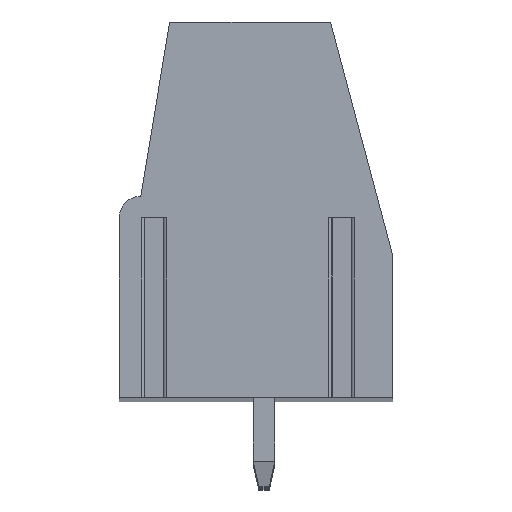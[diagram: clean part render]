
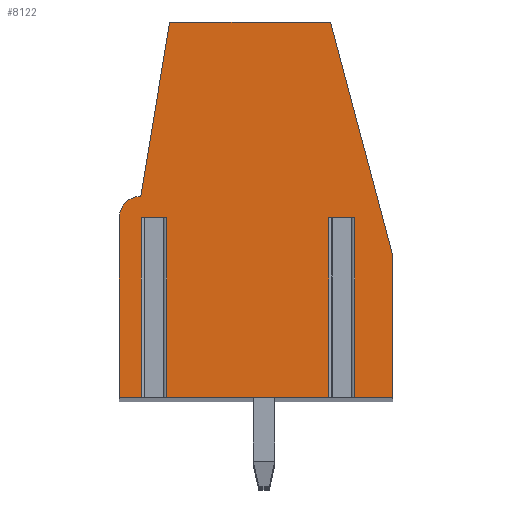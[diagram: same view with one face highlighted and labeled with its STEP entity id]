
A CAD part, top view. The second image highlights one B-rep face of the part: STEP entity #8122.
In plain terms, the highlighted planar face has unit normal (0, 0, 1).
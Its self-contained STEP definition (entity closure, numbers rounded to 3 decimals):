
#35=DIRECTION('',(1.,0.,0.));
#36=VECTOR('',#35,0.958);
#37=CARTESIAN_POINT('',(-3.979,1.095,86.25));
#38=LINE('',#37,#36);
#39=DIRECTION('',(0.,1.,0.));
#40=VECTOR('',#39,6.7);
#41=CARTESIAN_POINT('',(-3.979,-5.605,86.25));
#42=LINE('',#41,#40);
#43=DIRECTION('',(-1.,0.,0.));
#44=VECTOR('',#43,0.821);
#45=CARTESIAN_POINT('',(-3.979,-5.605,86.25));
#46=LINE('',#45,#44);
#47=DIRECTION('',(0.,1.,0.));
#48=VECTOR('',#47,6.7);
#49=CARTESIAN_POINT('',(-4.8,-5.605,86.25));
#50=LINE('',#49,#48);
#51=CARTESIAN_POINT('',(-4.,1.095,86.25));
#52=DIRECTION('',(0.,0.,-1.));
#53=DIRECTION('',(-1.,0.,0.));
#54=AXIS2_PLACEMENT_3D('',#51,#52,#53);
#56=DIRECTION('',(0.164,0.986,0.));
#57=VECTOR('',#56,6.589);
#58=CARTESIAN_POINT('',(-3.999,1.895,86.25));
#59=LINE('',#58,#57);
#60=DIRECTION('',(1.,0.,0.));
#61=VECTOR('',#60,6.);
#62=CARTESIAN_POINT('',(-2.92,8.395,86.25));
#63=LINE('',#62,#61);
#64=DIRECTION('',(0.258,-0.966,0.));
#65=VECTOR('',#64,9.004);
#66=CARTESIAN_POINT('',(3.08,8.395,86.25));
#67=LINE('',#66,#65);
#68=DIRECTION('',(0.,-1.,0.));
#69=VECTOR('',#68,5.3);
#70=CARTESIAN_POINT('',(5.4,-0.305,86.25));
#71=LINE('',#70,#69);
#72=DIRECTION('',(-1.,0.,0.));
#73=VECTOR('',#72,1.421);
#74=CARTESIAN_POINT('',(5.4,-5.605,86.25));
#75=LINE('',#74,#73);
#76=DIRECTION('',(0.,1.,0.));
#77=VECTOR('',#76,6.7);
#78=CARTESIAN_POINT('',(3.979,-5.605,86.25));
#79=LINE('',#78,#77);
#80=DIRECTION('',(1.,0.,0.));
#81=VECTOR('',#80,0.958);
#82=CARTESIAN_POINT('',(3.021,1.095,86.25));
#83=LINE('',#82,#81);
#84=DIRECTION('',(0.,1.,0.));
#85=VECTOR('',#84,6.7);
#86=CARTESIAN_POINT('',(3.021,-5.605,86.25));
#87=LINE('',#86,#85);
#88=DIRECTION('',(-1.,0.,0.));
#89=VECTOR('',#88,6.042);
#90=CARTESIAN_POINT('',(3.021,-5.605,86.25));
#91=LINE('',#90,#89);
#92=DIRECTION('',(0.,1.,0.));
#93=VECTOR('',#92,6.7);
#94=CARTESIAN_POINT('',(-3.021,-5.605,86.25));
#95=LINE('',#94,#93);
#6313=CARTESIAN_POINT('',(-3.999,1.895,86.25));
#6314=CARTESIAN_POINT('',(-2.92,8.395,86.25));
#6315=VERTEX_POINT('',#6313);
#6316=VERTEX_POINT('',#6314);
#6317=CARTESIAN_POINT('',(-4.8,1.095,86.25));
#6318=VERTEX_POINT('',#6317);
#6319=CARTESIAN_POINT('',(-4.8,-5.605,86.25));
#6320=VERTEX_POINT('',#6319);
#6321=CARTESIAN_POINT('',(5.4,-0.305,86.25));
#6322=CARTESIAN_POINT('',(5.4,-5.605,86.25));
#6323=VERTEX_POINT('',#6321);
#6324=VERTEX_POINT('',#6322);
#6325=CARTESIAN_POINT('',(3.08,8.395,86.25));
#6326=VERTEX_POINT('',#6325);
#6413=CARTESIAN_POINT('',(-3.979,1.095,86.25));
#6414=CARTESIAN_POINT('',(-3.021,1.095,86.25));
#6415=VERTEX_POINT('',#6413);
#6416=VERTEX_POINT('',#6414);
#6417=CARTESIAN_POINT('',(3.021,1.095,86.25));
#6418=CARTESIAN_POINT('',(3.979,1.095,86.25));
#6419=VERTEX_POINT('',#6417);
#6420=VERTEX_POINT('',#6418);
#6421=CARTESIAN_POINT('',(3.021,-5.605,86.25));
#6422=VERTEX_POINT('',#6421);
#6423=CARTESIAN_POINT('',(3.979,-5.605,86.25));
#6424=VERTEX_POINT('',#6423);
#6425=CARTESIAN_POINT('',(-3.979,-5.605,86.25));
#6426=VERTEX_POINT('',#6425);
#6427=CARTESIAN_POINT('',(-3.021,-5.605,86.25));
#6428=VERTEX_POINT('',#6427);
#8085=CARTESIAN_POINT('',(0.,0.,86.25));
#8086=DIRECTION('',(0.,0.,1.));
#8087=DIRECTION('',(1.,0.,0.));
#8088=AXIS2_PLACEMENT_3D('',#8085,#8086,#8087);
#8089=PLANE('',#8088);
#8091=ORIENTED_EDGE('',*,*,#8090,.F.);
#8093=ORIENTED_EDGE('',*,*,#8092,.F.);
#8095=ORIENTED_EDGE('',*,*,#8094,.T.);
#8097=ORIENTED_EDGE('',*,*,#8096,.T.);
#8099=ORIENTED_EDGE('',*,*,#8098,.T.);
#8101=ORIENTED_EDGE('',*,*,#8100,.T.);
#8103=ORIENTED_EDGE('',*,*,#8102,.T.);
#8105=ORIENTED_EDGE('',*,*,#8104,.T.);
#8107=ORIENTED_EDGE('',*,*,#8106,.T.);
#8109=ORIENTED_EDGE('',*,*,#8108,.T.);
#8111=ORIENTED_EDGE('',*,*,#8110,.T.);
#8113=ORIENTED_EDGE('',*,*,#8112,.F.);
#8115=ORIENTED_EDGE('',*,*,#8114,.F.);
#8117=ORIENTED_EDGE('',*,*,#8116,.T.);
#8119=ORIENTED_EDGE('',*,*,#8118,.T.);
#8120=EDGE_LOOP('',(#8091,#8093,#8095,#8097,#8099,#8101,#8103,#8105,#8107,#8109,
#8111,#8113,#8115,#8117,#8119));
#8121=FACE_OUTER_BOUND('',#8120,.F.);
#55=CIRCLE('',#54,0.8);
#8090=EDGE_CURVE('',#6415,#6416,#38,.T.);
#8092=EDGE_CURVE('',#6426,#6415,#42,.T.);
#8094=EDGE_CURVE('',#6426,#6320,#46,.T.);
#8096=EDGE_CURVE('',#6320,#6318,#50,.T.);
#8098=EDGE_CURVE('',#6318,#6315,#55,.T.);
#8100=EDGE_CURVE('',#6315,#6316,#59,.T.);
#8102=EDGE_CURVE('',#6316,#6326,#63,.T.);
#8104=EDGE_CURVE('',#6326,#6323,#67,.T.);
#8106=EDGE_CURVE('',#6323,#6324,#71,.T.);
#8108=EDGE_CURVE('',#6324,#6424,#75,.T.);
#8110=EDGE_CURVE('',#6424,#6420,#79,.T.);
#8112=EDGE_CURVE('',#6419,#6420,#83,.T.);
#8114=EDGE_CURVE('',#6422,#6419,#87,.T.);
#8116=EDGE_CURVE('',#6422,#6428,#91,.T.);
#8118=EDGE_CURVE('',#6428,#6416,#95,.T.);
#8122=ADVANCED_FACE('',(#8121),#8089,.T.);
